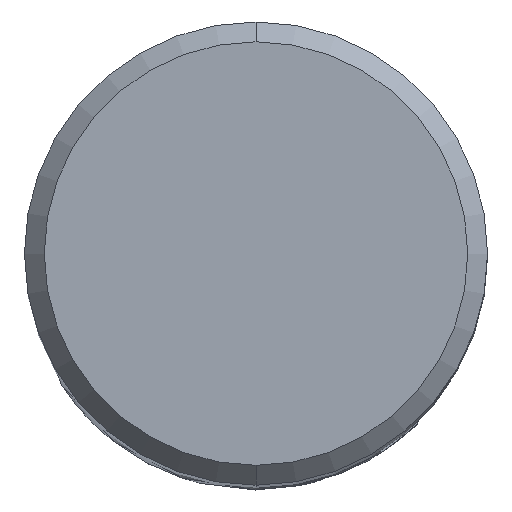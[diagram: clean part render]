
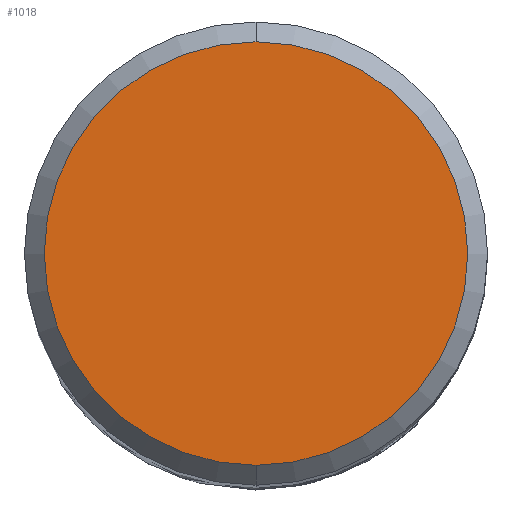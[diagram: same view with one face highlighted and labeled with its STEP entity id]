
A CAD part, top view. The second image highlights one B-rep face of the part: STEP entity #1018.
In plain terms, the highlighted planar face has unit normal (0, 0, 1).
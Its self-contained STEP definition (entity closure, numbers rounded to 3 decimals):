
#408=EDGE_CURVE('',#898,#634,#1108,.T.);
#634=VERTEX_POINT('',#1359);
#816=EDGE_CURVE('',#634,#898,#1553,.T.);
#898=VERTEX_POINT('',#1644);
#1018=ADVANCED_FACE('',(#1774),#1775,.T.);
#1108=CIRCLE('',#2408,6.4);
#1359=CARTESIAN_POINT('',(0.,-6.4,0.0));
#1553=CIRCLE('',#5854,6.4);
#1644=CARTESIAN_POINT('',(0.0,6.4,0.0));
#1774=FACE_OUTER_BOUND('',#7480,.T.);
#1775=PLANE('',#7481);
#2408=AXIS2_PLACEMENT_3D('',#7614,#7615,#7616);
#5854=AXIS2_PLACEMENT_3D('',#8118,#8119,#8120);
#7480=EDGE_LOOP('',(#8342,#8343));
#7481=AXIS2_PLACEMENT_3D('',#8344,#8345,#8346);
#7614=CARTESIAN_POINT('',(0.0,0.0,0.0));
#7615=DIRECTION('',(0.0,0.0,-1.0));
#7616=DIRECTION('',(0.0,1.0,0.0));
#8118=CARTESIAN_POINT('',(0.0,0.0,0.0));
#8119=DIRECTION('',(0.0,0.0,-1.0));
#8120=DIRECTION('',(0.0,1.0,0.0));
#8342=ORIENTED_EDGE('',*,*,#408,.F.);
#8343=ORIENTED_EDGE('',*,*,#816,.F.);
#8344=CARTESIAN_POINT('',(0.0,3.2,0.0));
#8345=DIRECTION('',(-0.0,0.0,1.0));
#8346=DIRECTION('',(0.0,-1.0,0.0));
